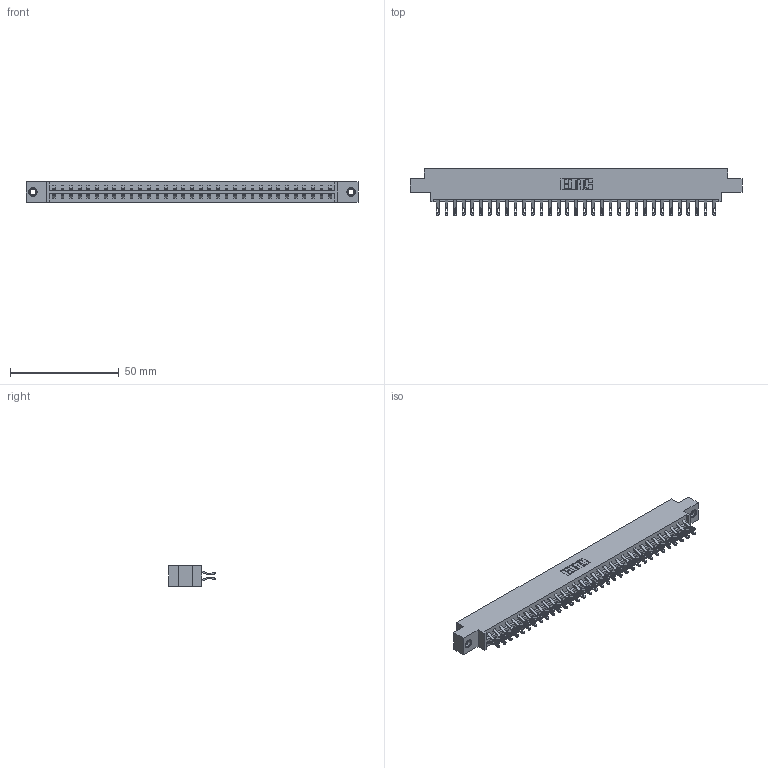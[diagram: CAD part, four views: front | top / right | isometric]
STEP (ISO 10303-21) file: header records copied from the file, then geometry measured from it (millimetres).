
FILE_DESCRIPTION (( 'STEP AP203' ), '1' );
FILE_NAME ('333-066-555-807.STEP', '2018-08-04T11:50:42', ( '' ), ( '' ), 'SwSTEP 2.0', 'SolidWorks 2016', '' );
FILE_SCHEMA (( 'CONFIG_CONTROL_DESIGN' ));
Length unit declared in the file: inch
Products named in the file (4): 333-066-555-807; 333 Part_Offset - .156 Dia - TI; 345-292-001_555 Tail; 345-250-001_345-250-005-103
Assembly tree (69 placements, depth 2):
  333-066-555-807
    333 Part_Offset - .156 Dia - TI
    345-292-001_555 Tail  x66
    345-250-001_345-250-005-103  x2
Bounding box: 152.3 x 21.47 x 9.4 mm (x, y, z)
Volume: 15414.8 mm3; surface area: 19098.3 mm2
Topology: 69 solids, 69 shells, 4006 faces, 12537 edges, 8350 vertices
Faces by surface type: plane 2350, cylinder 1640, cone 12, torus 4
Entity records: 24038 total; most frequent: CARTESIAN_POINT 4015, ORIENTED_EDGE 3914, DIRECTION 3447, EDGE_CURVE 1957, VECTOR 1789, LINE 1789, VERTEX_POINT 1300, AXIS2_PLACEMENT_3D 829
